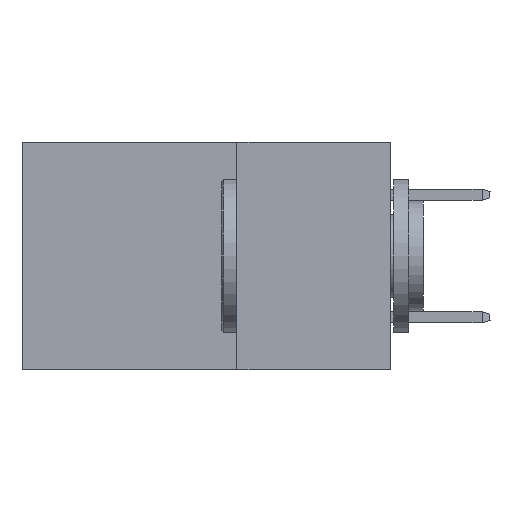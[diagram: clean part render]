
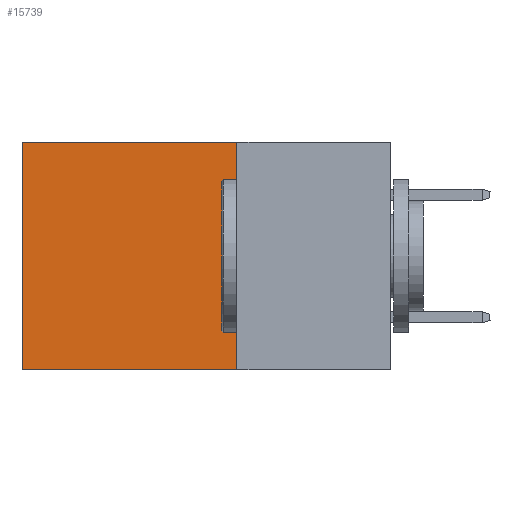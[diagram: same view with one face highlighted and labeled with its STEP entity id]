
A CAD part, left-side view. The second image highlights one B-rep face of the part: STEP entity #15739.
In plain terms, the highlighted planar face has unit normal (-1, 0, 0).
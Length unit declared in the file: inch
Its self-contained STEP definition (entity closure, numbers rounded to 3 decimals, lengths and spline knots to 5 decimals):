
#460 = ORIENTED_EDGE ( 'NONE', *, *, #15221, .T. ) ;
#1413 = VERTEX_POINT ( 'NONE', #11579 ) ;
#1771 = VECTOR ( 'NONE', #14719, 39.37008 ) ;
#1881 = CARTESIAN_POINT ( 'NONE',  ( 0.2875, 0.25, 0. ) ) ;
#2008 = VERTEX_POINT ( 'NONE', #6411 ) ;
#2059 = ORIENTED_EDGE ( 'NONE', *, *, #9366, .F. ) ;
#2406 = DIRECTION ( 'NONE',  ( 0., 1., 0. ) ) ;
#4008 = VERTEX_POINT ( 'NONE', #1881 ) ;
#4815 = CARTESIAN_POINT ( 'NONE',  ( 0.2875, 0.25, 0. ) ) ;
#5591 = CARTESIAN_POINT ( 'NONE',  ( 0.2875, 0.25, -0.37 ) ) ;
#6381 = VECTOR ( 'NONE', #12797, 39.37008 ) ;
#6411 = CARTESIAN_POINT ( 'NONE',  ( 0.2875, 0.25, -0.37 ) ) ;
#6755 = CARTESIAN_POINT ( 'NONE',  ( 0.2875, 0.6, 0. ) ) ;
#7624 = EDGE_CURVE ( 'NONE', #1413, #9505, #10851, .T. ) ;
#8223 = ORIENTED_EDGE ( 'NONE', *, *, #13027, .F. ) ;
#9366 = EDGE_CURVE ( 'NONE', #4008, #2008, #19930, .T. ) ;
#9404 = CARTESIAN_POINT ( 'NONE',  ( 0.2875, 0.25, 0. ) ) ;
#9505 = VERTEX_POINT ( 'NONE', #17946 ) ;
#9558 = CARTESIAN_POINT ( 'NONE',  ( 0.2875, 0.25, 0. ) ) ;
#10851 = LINE ( 'NONE', #6755, #1771 ) ;
#11237 = DIRECTION ( 'NONE',  ( 0., 0., -1. ) ) ;
#11579 = CARTESIAN_POINT ( 'NONE',  ( 0.2875, 0.6, 0. ) ) ;
#11587 = VECTOR ( 'NONE', #17620, 39.37008 ) ;
#12280 = VECTOR ( 'NONE', #2406, 39.37008 ) ;
#12797 = DIRECTION ( 'NONE',  ( 0., 1., 0. ) ) ;
#13027 = EDGE_CURVE ( 'NONE', #2008, #9505, #16473, .T. ) ;
#13174 = FACE_OUTER_BOUND ( 'NONE', #17845, .T. ) ;
#13816 = AXIS2_PLACEMENT_3D ( 'NONE', #9404, #20628, #11237 ) ;
#14430 = ORIENTED_EDGE ( 'NONE', *, *, #7624, .T. ) ;
#14719 = DIRECTION ( 'NONE',  ( 0., 0., -1. ) ) ;
#15221 = EDGE_CURVE ( 'NONE', #4008, #1413, #19030, .T. ) ;
#15739 = ADVANCED_FACE ( 'NONE', ( #13174 ), #15942, .F. ) ;
#15942 = PLANE ( 'NONE',  #13816 ) ;
#16473 = LINE ( 'NONE', #5591, #12280 ) ;
#17620 = DIRECTION ( 'NONE',  ( 0., 0., -1. ) ) ;
#17845 = EDGE_LOOP ( 'NONE', ( #14430, #8223, #2059, #460 ) ) ;
#17946 = CARTESIAN_POINT ( 'NONE',  ( 0.2875, 0.6, -0.37 ) ) ;
#19030 = LINE ( 'NONE', #9558, #6381 ) ;
#19930 = LINE ( 'NONE', #4815, #11587 ) ;
#20628 = DIRECTION ( 'NONE',  ( 1., 0., 0. ) ) ;
